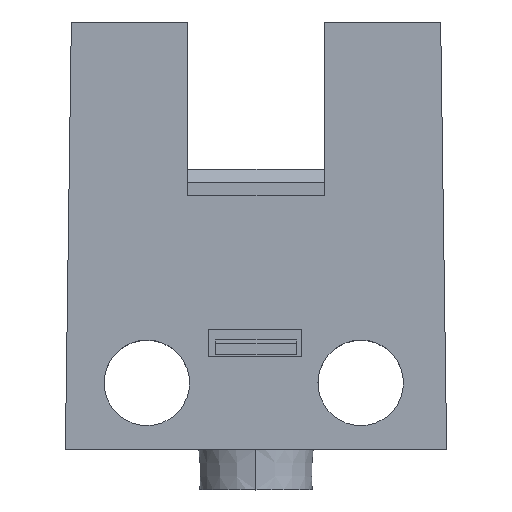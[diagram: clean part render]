
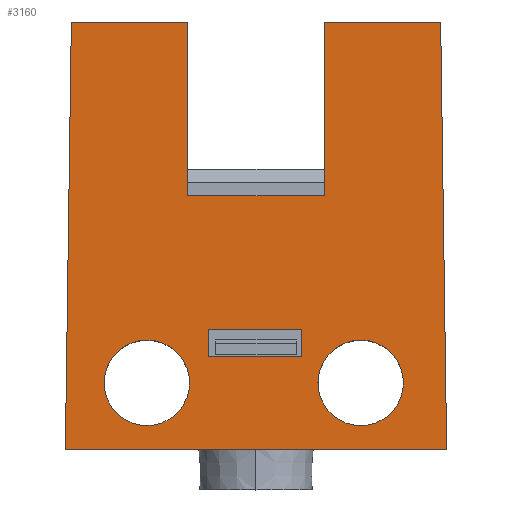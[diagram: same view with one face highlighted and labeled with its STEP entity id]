
A CAD part, top view. The second image highlights one B-rep face of the part: STEP entity #3160.
In plain terms, the highlighted planar face has unit normal (0, 0, 1).
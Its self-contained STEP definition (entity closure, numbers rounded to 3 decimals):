
#1678=DIRECTION('',(0.,1.,0.));
#1679=VECTOR('',#1678,6.5);
#1680=CARTESIAN_POINT('',(9.55,-4.5,49.2));
#1681=LINE('',#1680,#1679);
#1756=DIRECTION('',(-1.,0.,0.));
#1757=VECTOR('',#1756,14.265);
#1758=CARTESIAN_POINT('',(14.133,-14.,49.2));
#1759=LINE('',#1758,#1757);
#1832=DIRECTION('',(1.,0.,0.));
#1833=VECTOR('',#1832,3.5);
#1834=CARTESIAN_POINT('',(5.211,-10.5,49.2));
#1835=LINE('',#1834,#1833);
#1840=DIRECTION('',(0.,1.,0.));
#1841=VECTOR('',#1840,1.);
#1842=CARTESIAN_POINT('',(8.711,-10.5,49.2));
#1843=LINE('',#1842,#1841);
#1848=DIRECTION('',(-1.,0.,0.));
#1849=VECTOR('',#1848,3.5);
#1850=CARTESIAN_POINT('',(8.711,-9.5,49.2));
#1851=LINE('',#1850,#1849);
#1856=DIRECTION('',(0.,-1.,0.));
#1857=VECTOR('',#1856,1.);
#1858=CARTESIAN_POINT('',(5.211,-9.5,49.2));
#1859=LINE('',#1858,#1857);
#1864=DIRECTION('',(-0.014,-1.,0.));
#1865=VECTOR('',#1864,16.002);
#1866=CARTESIAN_POINT('',(0.091,2.,49.2));
#1867=LINE('',#1866,#1865);
#1868=DIRECTION('',(-1.,0.,0.));
#1869=VECTOR('',#1868,4.359);
#1870=CARTESIAN_POINT('',(4.45,2.,49.2));
#1871=LINE('',#1870,#1869);
#1872=DIRECTION('',(0.,1.,0.));
#1873=VECTOR('',#1872,6.5);
#1874=CARTESIAN_POINT('',(4.45,-4.5,49.2));
#1875=LINE('',#1874,#1873);
#1876=DIRECTION('',(-0.014,1.,0.));
#1877=VECTOR('',#1876,16.002);
#1878=CARTESIAN_POINT('',(14.133,-14.,49.2));
#1879=LINE('',#1878,#1877);
#1880=CARTESIAN_POINT('',(2.917,-11.5,49.2));
#1881=DIRECTION('',(0.,0.,-1.));
#1882=DIRECTION('',(1.,0.,0.));
#1883=AXIS2_PLACEMENT_3D('',#1880,#1881,#1882);
#1885=CARTESIAN_POINT('',(2.917,-11.5,49.2));
#1886=DIRECTION('',(0.,0.,-1.));
#1887=DIRECTION('',(-1.,0.,0.));
#1888=AXIS2_PLACEMENT_3D('',#1885,#1886,#1887);
#1890=CARTESIAN_POINT('',(10.917,-11.5,49.2));
#1891=DIRECTION('',(0.,0.,-1.));
#1892=DIRECTION('',(1.,0.,0.));
#1893=AXIS2_PLACEMENT_3D('',#1890,#1891,#1892);
#1895=CARTESIAN_POINT('',(10.917,-11.5,49.2));
#1896=DIRECTION('',(0.,0.,-1.));
#1897=DIRECTION('',(-1.,0.,0.));
#1898=AXIS2_PLACEMENT_3D('',#1895,#1896,#1897);
#2196=DIRECTION('',(1.,0.,0.));
#2197=VECTOR('',#2196,5.1);
#2198=CARTESIAN_POINT('',(4.45,-4.5,49.2));
#2199=LINE('',#2198,#2197);
#2224=DIRECTION('',(1.,0.,0.));
#2225=VECTOR('',#2224,4.359);
#2226=CARTESIAN_POINT('',(9.55,2.,49.2));
#2227=LINE('',#2226,#2225);
#2538=CARTESIAN_POINT('',(8.711,-10.5,49.2));
#2539=CARTESIAN_POINT('',(8.711,-9.5,49.2));
#2540=VERTEX_POINT('',#2538);
#2541=VERTEX_POINT('',#2539);
#2542=CARTESIAN_POINT('',(5.211,-10.5,49.2));
#2543=VERTEX_POINT('',#2542);
#2544=CARTESIAN_POINT('',(5.211,-9.5,49.2));
#2545=VERTEX_POINT('',#2544);
#2546=CARTESIAN_POINT('',(14.133,-14.,49.2));
#2547=CARTESIAN_POINT('',(-0.133,-14.,49.2));
#2548=VERTEX_POINT('',#2546);
#2549=VERTEX_POINT('',#2547);
#2550=CARTESIAN_POINT('',(13.909,2.,49.2));
#2551=VERTEX_POINT('',#2550);
#2552=CARTESIAN_POINT('',(9.55,2.,49.2));
#2553=VERTEX_POINT('',#2552);
#2554=CARTESIAN_POINT('',(9.55,-4.5,49.2));
#2555=VERTEX_POINT('',#2554);
#2556=CARTESIAN_POINT('',(4.45,-4.5,49.2));
#2557=VERTEX_POINT('',#2556);
#2558=CARTESIAN_POINT('',(4.45,2.,49.2));
#2559=VERTEX_POINT('',#2558);
#2560=CARTESIAN_POINT('',(0.091,2.,49.2));
#2561=VERTEX_POINT('',#2560);
#2713=CARTESIAN_POINT('',(1.317,-11.5,49.2));
#2715=VERTEX_POINT('',#2713);
#2717=CARTESIAN_POINT('',(4.517,-11.5,49.2));
#2719=VERTEX_POINT('',#2717);
#2729=CARTESIAN_POINT('',(9.317,-11.5,49.2));
#2731=VERTEX_POINT('',#2729);
#2733=CARTESIAN_POINT('',(12.517,-11.5,49.2));
#2735=VERTEX_POINT('',#2733);
#3121=CARTESIAN_POINT('',(13.35,-6.9,49.2));
#3122=DIRECTION('',(0.,0.,1.));
#3123=DIRECTION('',(-1.,0.,0.));
#3124=AXIS2_PLACEMENT_3D('',#3121,#3122,#3123);
#3125=PLANE('',#3124);
#3126=ORIENTED_EDGE('',*,*,#3002,.T.);
#3128=ORIENTED_EDGE('',*,*,#3127,.F.);
#3130=ORIENTED_EDGE('',*,*,#3129,.F.);
#3132=ORIENTED_EDGE('',*,*,#3131,.F.);
#3134=ORIENTED_EDGE('',*,*,#3133,.T.);
#3135=ORIENTED_EDGE('',*,*,#2929,.T.);
#3137=ORIENTED_EDGE('',*,*,#3136,.T.);
#3139=ORIENTED_EDGE('',*,*,#3138,.F.);
#3140=EDGE_LOOP('',(#3126,#3128,#3130,#3132,#3134,#3135,#3137,#3139));
#3141=FACE_OUTER_BOUND('',#3140,.F.);
#3142=ORIENTED_EDGE('',*,*,#3088,.T.);
#3143=ORIENTED_EDGE('',*,*,#3102,.T.);
#3144=ORIENTED_EDGE('',*,*,#3115,.T.);
#3145=ORIENTED_EDGE('',*,*,#3073,.T.);
#3146=EDGE_LOOP('',(#3142,#3143,#3144,#3145));
#3147=FACE_BOUND('',#3146,.F.);
#3149=ORIENTED_EDGE('',*,*,#3148,.F.);
#3151=ORIENTED_EDGE('',*,*,#3150,.F.);
#3152=EDGE_LOOP('',(#3149,#3151));
#3153=FACE_BOUND('',#3152,.F.);
#3155=ORIENTED_EDGE('',*,*,#3154,.F.);
#3157=ORIENTED_EDGE('',*,*,#3156,.F.);
#3158=EDGE_LOOP('',(#3155,#3157));
#3159=FACE_BOUND('',#3158,.F.);
#1884=CIRCLE('',#1883,1.6);
#1889=CIRCLE('',#1888,1.6);
#1894=CIRCLE('',#1893,1.6);
#1899=CIRCLE('',#1898,1.6);
#2929=EDGE_CURVE('',#2555,#2553,#1681,.T.);
#3002=EDGE_CURVE('',#2548,#2549,#1759,.T.);
#3073=EDGE_CURVE('',#2543,#2540,#1835,.T.);
#3088=EDGE_CURVE('',#2540,#2541,#1843,.T.);
#3102=EDGE_CURVE('',#2541,#2545,#1851,.T.);
#3115=EDGE_CURVE('',#2545,#2543,#1859,.T.);
#3127=EDGE_CURVE('',#2561,#2549,#1867,.T.);
#3129=EDGE_CURVE('',#2559,#2561,#1871,.T.);
#3131=EDGE_CURVE('',#2557,#2559,#1875,.T.);
#3133=EDGE_CURVE('',#2557,#2555,#2199,.T.);
#3136=EDGE_CURVE('',#2553,#2551,#2227,.T.);
#3138=EDGE_CURVE('',#2548,#2551,#1879,.T.);
#3148=EDGE_CURVE('',#2719,#2715,#1884,.T.);
#3150=EDGE_CURVE('',#2715,#2719,#1889,.T.);
#3154=EDGE_CURVE('',#2735,#2731,#1894,.T.);
#3156=EDGE_CURVE('',#2731,#2735,#1899,.T.);
#3160=ADVANCED_FACE('',(#3141,#3147,#3153,#3159),#3125,.T.);
